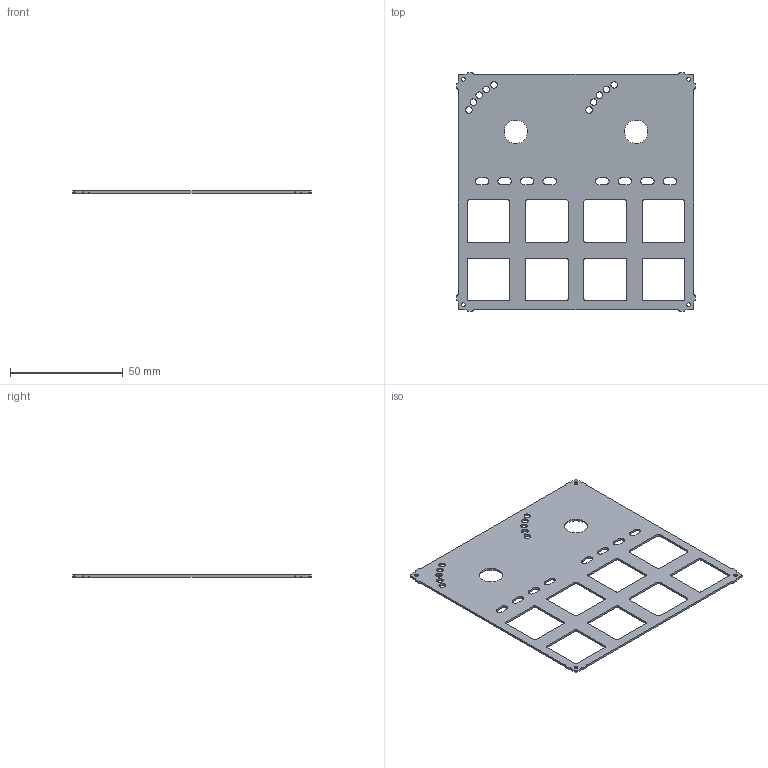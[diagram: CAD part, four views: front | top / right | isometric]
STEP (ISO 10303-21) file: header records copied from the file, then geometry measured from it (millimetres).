
FILE_DESCRIPTION(('KiCad electronic assembly'),'2;1');
FILE_NAME('FP-TEK2-HACK-3D.step','2025-07-31T20:22:09',('Pcbnew'),( 'Kicad'),'Open CASCADE STEP processor 7.6','KiCad to STEP converter' ,'Unknown');
FILE_SCHEMA(('AUTOMOTIVE_DESIGN { 1 0 10303 214 1 1 1 1 }'));
Length unit declared in the file: millimetre
Products named in the file (2): FP-TEK2-HACK-3D 1; kibot_bz_l1bfz_PCB
Assembly tree (1 placements, depth 2):
  FP-TEK2-HACK-3D 1
    kibot_bz_l1bfz_PCB
Bounding box: 105.6 x 105.6 x 0.91 mm (x, y, z)
Volume: 6955.2 mm3; surface area: 16485.2 mm2
Topology: 1 solids, 1 shells, 186 faces, 552 edges, 368 vertices
Faces by surface type: cylinder 100, plane 86
Full cylindrical faces by diameter (mm): 1.75 x4, 2.9 x10, 10.5 x2
Entity records: 6461 total; most frequent: DIRECTION 1128, CARTESIAN_POINT 1108, ORIENTED_EDGE 1104, EDGE_CURVE 552, AXIS2_PLACEMENT_3D 388, VERTEX_POINT 368, LINE 352, VECTOR 352
